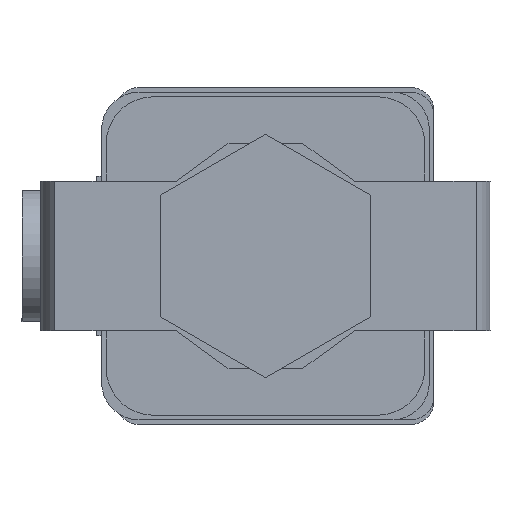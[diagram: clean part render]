
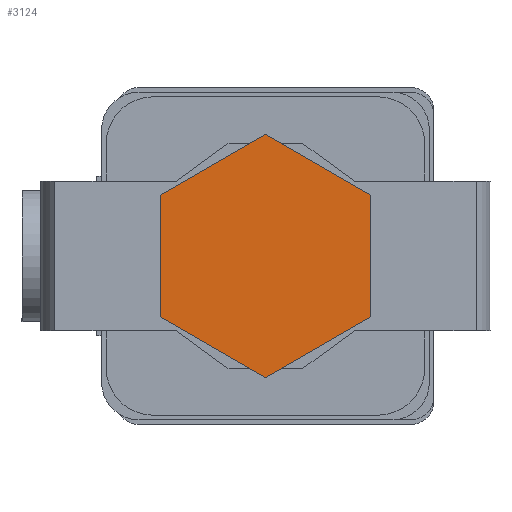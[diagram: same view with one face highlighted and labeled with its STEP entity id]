
A CAD part, front view. The second image highlights one B-rep face of the part: STEP entity #3124.
In plain terms, the highlighted planar face has unit normal (0, -1, 0).
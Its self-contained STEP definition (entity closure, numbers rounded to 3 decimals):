
#167 = DIRECTION ( 'NONE',  ( 0.866, 0., 0.5 ) ) ;
#329 = DIRECTION ( 'NONE',  ( 0., 0., -1. ) ) ;
#391 = VECTOR ( 'NONE', #823, 1000. ) ;
#426 = CARTESIAN_POINT ( 'NONE',  ( -2., -148., 26. ) ) ;
#502 = DIRECTION ( 'NONE',  ( 0., 1., 0. ) ) ;
#636 = VERTEX_POINT ( 'NONE', #2713 ) ;
#682 = LINE ( 'NONE', #1844, #3370 ) ;
#804 = CARTESIAN_POINT ( 'NONE',  ( -2., -148., -26. ) ) ;
#823 = DIRECTION ( 'NONE',  ( 0.866, 0., -0.5 ) ) ;
#853 = ORIENTED_EDGE ( 'NONE', *, *, #3274, .T. ) ;
#866 = VERTEX_POINT ( 'NONE', #3137 ) ;
#1016 = CARTESIAN_POINT ( 'NONE',  ( -2., -148., 26. ) ) ;
#1018 = ORIENTED_EDGE ( 'NONE', *, *, #1169, .T. ) ;
#1084 = ORIENTED_EDGE ( 'NONE', *, *, #3010, .T. ) ;
#1101 = FACE_OUTER_BOUND ( 'NONE', #3829, .T. ) ;
#1141 = VECTOR ( 'NONE', #167, 1000. ) ;
#1169 = EDGE_CURVE ( 'NONE', #636, #1513, #1180, .T. ) ;
#1180 = LINE ( 'NONE', #2374, #1436 ) ;
#1237 = VERTEX_POINT ( 'NONE', #2540 ) ;
#1276 = VERTEX_POINT ( 'NONE', #3128 ) ;
#1313 = EDGE_CURVE ( 'NONE', #1276, #1237, #1496, .T. ) ;
#1374 = CARTESIAN_POINT ( 'NONE',  ( -47.033, -148., 0. ) ) ;
#1420 = PLANE ( 'NONE',  #1938 ) ;
#1436 = VECTOR ( 'NONE', #3543, 1000. ) ;
#1472 = VERTEX_POINT ( 'NONE', #1016 ) ;
#1496 = LINE ( 'NONE', #2392, #2846 ) ;
#1513 = VERTEX_POINT ( 'NONE', #2553 ) ;
#1538 = EDGE_CURVE ( 'NONE', #1237, #866, #3496, .T. ) ;
#1844 = CARTESIAN_POINT ( 'NONE',  ( -2., -148., 26. ) ) ;
#1855 = ORIENTED_EDGE ( 'NONE', *, *, #3462, .T. ) ;
#1938 = AXIS2_PLACEMENT_3D ( 'NONE', #1374, #502, #2608 ) ;
#1994 = ORIENTED_EDGE ( 'NONE', *, *, #1538, .T. ) ;
#2186 = LINE ( 'NONE', #426, #2647 ) ;
#2326 = LINE ( 'NONE', #3513, #1141 ) ;
#2374 = CARTESIAN_POINT ( 'NONE',  ( 20.517, -148., 13. ) ) ;
#2392 = CARTESIAN_POINT ( 'NONE',  ( -24.517, -148., 13. ) ) ;
#2540 = CARTESIAN_POINT ( 'NONE',  ( -24.517, -148., -13. ) ) ;
#2553 = CARTESIAN_POINT ( 'NONE',  ( 20.517, -148., 13. ) ) ;
#2608 = DIRECTION ( 'NONE',  ( 0., 0., 1. ) ) ;
#2647 = VECTOR ( 'NONE', #3094, 1000. ) ;
#2713 = CARTESIAN_POINT ( 'NONE',  ( 20.517, -148., -13. ) ) ;
#2846 = VECTOR ( 'NONE', #329, 1000. ) ;
#2983 = DIRECTION ( 'NONE',  ( -0.866, 0., 0.5 ) ) ;
#3010 = EDGE_CURVE ( 'NONE', #1472, #1276, #2186, .T. ) ;
#3094 = DIRECTION ( 'NONE',  ( -0.866, 0., -0.5 ) ) ;
#3124 = ADVANCED_FACE ( 'NONE', ( #1101 ), #1420, .F. ) ;
#3128 = CARTESIAN_POINT ( 'NONE',  ( -24.517, -148., 13. ) ) ;
#3137 = CARTESIAN_POINT ( 'NONE',  ( -2., -148., -26. ) ) ;
#3187 = ORIENTED_EDGE ( 'NONE', *, *, #1313, .T. ) ;
#3274 = EDGE_CURVE ( 'NONE', #866, #636, #2326, .T. ) ;
#3370 = VECTOR ( 'NONE', #2983, 1000. ) ;
#3462 = EDGE_CURVE ( 'NONE', #1513, #1472, #682, .T. ) ;
#3496 = LINE ( 'NONE', #804, #391 ) ;
#3513 = CARTESIAN_POINT ( 'NONE',  ( -2., -148., -26. ) ) ;
#3543 = DIRECTION ( 'NONE',  ( 0., 0., 1. ) ) ;
#3829 = EDGE_LOOP ( 'NONE', ( #1084, #3187, #1994, #853, #1018, #1855 ) ) ;
